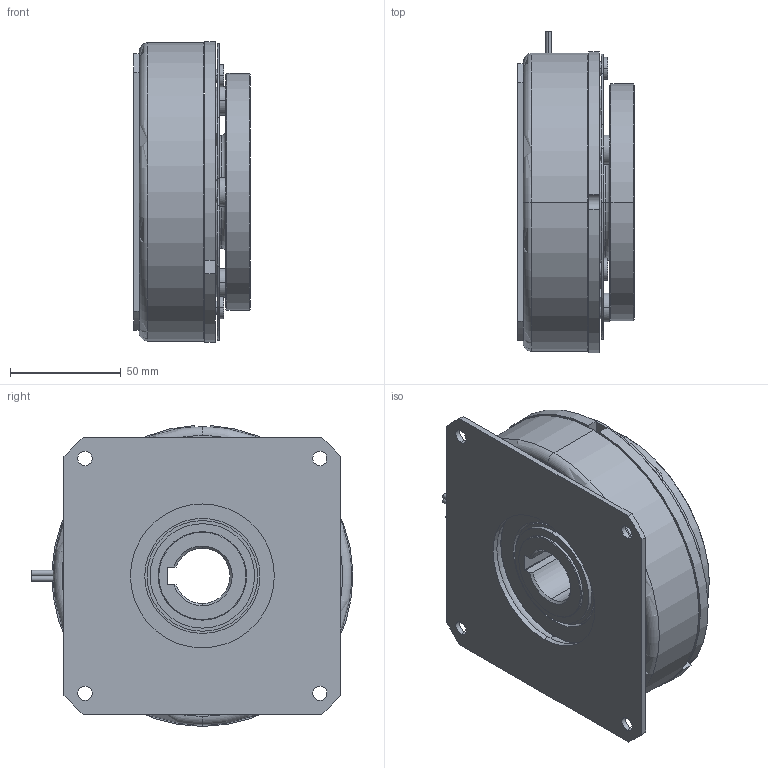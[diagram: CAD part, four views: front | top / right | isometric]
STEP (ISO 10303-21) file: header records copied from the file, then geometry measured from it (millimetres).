
FILE_DESCRIPTION (( 'STEP AP203' ), '1' );
FILE_NAME ('VBEH 5P_23676700.STEP', '2016-07-13T05:05:47', ( ' ' ), ( '' ), 'SwSTEP 2.0', 'SolidWorks 2009', '' );
FILE_SCHEMA (( 'CONFIG_CONTROL_DESIGN' ));
Length unit declared in the file: millimetre
Products named in the file (1): VBEH 5P_23676700
Bounding box: 52.6 x 145.32 x 135.91 mm (x, y, z)
Volume: 582592.7 mm3; surface area: 114785.9 mm2
Topology: 1 solids, 2 shells, 322 faces, 834 edges, 526 vertices
Faces by surface type: cylinder 166, plane 108, cone 28, torus 14, sphere 6
Entity records: 10214 total; most frequent: DIRECTION 1925, CARTESIAN_POINT 1822, ORIENTED_EDGE 1648, EDGE_CURVE 824, AXIS2_PLACEMENT_3D 791, VERTEX_POINT 526, CIRCLE 468, EDGE_LOOP 392
